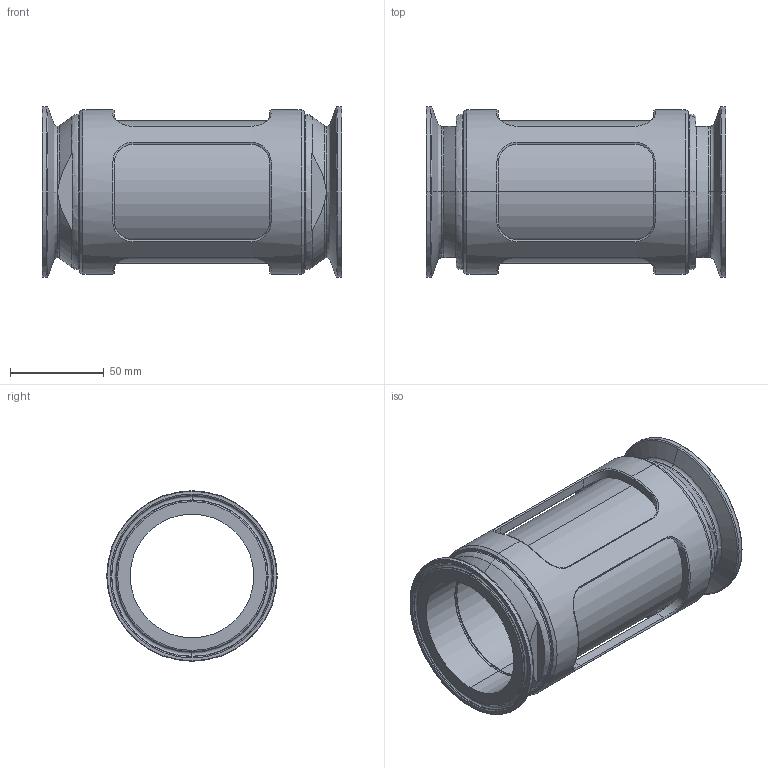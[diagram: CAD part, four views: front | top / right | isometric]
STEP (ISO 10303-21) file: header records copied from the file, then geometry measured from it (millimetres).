
FILE_DESCRIPTION (( 'STEP AP214' ), '1' );
FILE_NAME ('SG.SV.D065.STEP', '2020-02-10T14:30:24', ( '' ), ( '' ), 'SwSTEP 2.0', 'SolidWorks 2019', '' );
FILE_SCHEMA (( 'AUTOMOTIVE_DESIGN' ));
Length unit declared in the file: millimetre
Products named in the file (6): SG.SV.D065; C0444 - SVFI BODIES_DN65; C0444 - VFI ORINGS_DN65C; C0444 - VFI ORINGS_DN65S; C0444 - SVFI FLANGE ENDS_DN65; DIN 32676 - STD - VFI - GLASS_DN65
Assembly tree (8 placements, depth 2):
  SG.SV.D065
    C0444 - SVFI BODIES_DN65
    C0444 - VFI ORINGS_DN65S  x2
    C0444 - SVFI FLANGE ENDS_DN65  x2
    C0444 - VFI ORINGS_DN65C  x2
    DIN 32676 - STD - VFI - GLASS_DN65
Bounding box: 160 x 91 x 91 mm (x, y, z)
Volume: 256427.9 mm3; surface area: 149304 mm2
Topology: 8 solids, 8 shells, 338 faces, 794 edges, 478 vertices
Faces by surface type: cylinder 102, torus 92, plane 68, cone 48, bspline 28
Entity records: 16891 total; most frequent: CARTESIAN_POINT 11174, ORIENTED_EDGE 1188, DIRECTION 1127, EDGE_CURVE 594, AXIS2_PLACEMENT_3D 486, VERTEX_POINT 360, EDGE_LOOP 274, ADVANCED_FACE 250
